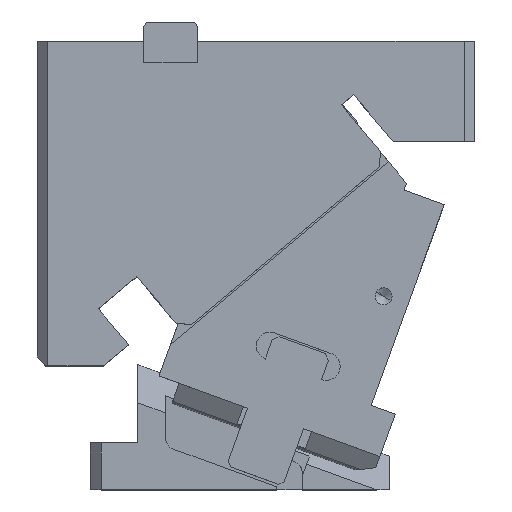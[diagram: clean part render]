
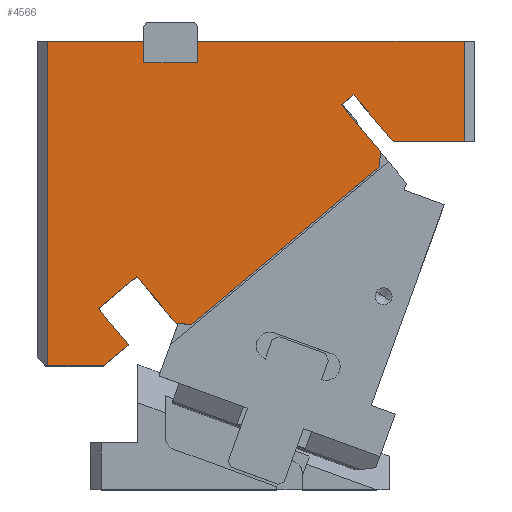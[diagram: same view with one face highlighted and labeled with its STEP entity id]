
A CAD part, top view. The second image highlights one B-rep face of the part: STEP entity #4566.
In plain terms, the highlighted planar face has unit normal (0, 0, 1).
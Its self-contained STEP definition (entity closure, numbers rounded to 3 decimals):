
#296=CARTESIAN_POINT('Vertex',(-145.,115.,30.)) ;
#299=CARTESIAN_POINT('Line Origine',(-122.5,115.,30.)) ;
#303=CARTESIAN_POINT('Vertex',(-100.,115.,30.)) ;
#571=CARTESIAN_POINT('Line Origine',(-131.953,-37.,30.)) ;
#575=CARTESIAN_POINT('Vertex',(-145.,-37.,30.)) ;
#577=CARTESIAN_POINT('Vertex',(-118.907,-37.,30.)) ;
#804=CARTESIAN_POINT('Line Origine',(1.65,74.246,30.)) ;
#808=CARTESIAN_POINT('Vertex',(10.825,63.312,30.)) ;
#810=CARTESIAN_POINT('Vertex',(-7.524,85.18,30.)) ;
#867=CARTESIAN_POINT('Line Origine',(10.517,59.79,30.)) ;
#871=CARTESIAN_POINT('Vertex',(10.209,56.267,30.)) ;
#891=CARTESIAN_POINT('Line Origine',(-33.839,19.307,30.)) ;
#895=CARTESIAN_POINT('Vertex',(-77.886,-17.653,30.)) ;
#929=CARTESIAN_POINT('Line Origine',(-81.408,-17.345,30.)) ;
#933=CARTESIAN_POINT('Vertex',(-84.93,-17.037,30.)) ;
#1153=CARTESIAN_POINT('Line Origine',(-94.105,-6.103,30.)) ;
#1157=CARTESIAN_POINT('Vertex',(-103.28,4.831,30.)) ;
#1238=CARTESIAN_POINT('Vertex',(-107.141,-27.127,30.)) ;
#1241=CARTESIAN_POINT('Line Origine',(-113.024,-32.064,30.)) ;
#1269=CARTESIAN_POINT('Vertex',(-121.282,-10.274,30.)) ;
#1272=CARTESIAN_POINT('Line Origine',(-114.211,-18.701,30.)) ;
#1338=CARTESIAN_POINT('Vertex',(50.,68.,30.)) ;
#1352=CARTESIAN_POINT('Vertex',(50.,115.,30.)) ;
#1355=CARTESIAN_POINT('Line Origine',(50.,91.5,30.)) ;
#1835=CARTESIAN_POINT('Line Origine',(-100.,110.,30.)) ;
#1839=CARTESIAN_POINT('Vertex',(-100.,105.,30.)) ;
#2160=CARTESIAN_POINT('Line Origine',(-87.5,105.,30.)) ;
#2164=CARTESIAN_POINT('Vertex',(-75.,105.,30.)) ;
#2179=CARTESIAN_POINT('Line Origine',(-75.,110.,30.)) ;
#2183=CARTESIAN_POINT('Vertex',(-75.,115.,30.)) ;
#2203=CARTESIAN_POINT('Line Origine',(-12.5,115.,30.)) ;
#2263=CARTESIAN_POINT('Line Origine',(33.341,68.,30.)) ;
#2267=CARTESIAN_POINT('Vertex',(16.682,68.,30.)) ;
#2308=CARTESIAN_POINT('Line Origine',(7.451,79.,30.)) ;
#2312=CARTESIAN_POINT('Vertex',(-1.779,90.001,30.)) ;
#4098=CARTESIAN_POINT('Line Origine',(-7.333,85.341,30.)) ;
#4102=CARTESIAN_POINT('Vertex',(-7.141,85.501,30.)) ;
#4105=CARTESIAN_POINT('Line Origine',(-103.472,4.671,30.)) ;
#4109=CARTESIAN_POINT('Vertex',(-103.663,4.51,30.)) ;
#4112=CARTESIAN_POINT('Line Origine',(-112.473,-2.882,30.)) ;
#4164=CARTESIAN_POINT('Line Origine',(-4.46,87.751,30.)) ;
#4533=CARTESIAN_POINT('Axis2P3D Location',(55.,115.,30.)) ;
#4538=CARTESIAN_POINT('Line Origine',(-145.,39.,30.)) ;
#300=DIRECTION('Vector Direction',(-1.,0.,0.)) ;
#572=DIRECTION('Vector Direction',(1.,0.,0.)) ;
#805=DIRECTION('Vector Direction',(-0.643,0.766,0.)) ;
#868=DIRECTION('Vector Direction',(0.087,0.996,0.)) ;
#892=DIRECTION('Vector Direction',(0.766,0.643,0.)) ;
#930=DIRECTION('Vector Direction',(0.996,-0.087,0.)) ;
#1154=DIRECTION('Vector Direction',(-0.643,0.766,0.)) ;
#1242=DIRECTION('Vector Direction',(0.766,0.643,0.)) ;
#1273=DIRECTION('Vector Direction',(-0.643,0.766,0.)) ;
#1356=DIRECTION('Vector Direction',(0.,1.,0.)) ;
#1836=DIRECTION('Vector Direction',(0.,1.,0.)) ;
#2161=DIRECTION('Vector Direction',(1.,0.,0.)) ;
#2180=DIRECTION('Vector Direction',(0.,1.,0.)) ;
#2204=DIRECTION('Vector Direction',(-1.,0.,0.)) ;
#2264=DIRECTION('Vector Direction',(1.,0.,0.)) ;
#2309=DIRECTION('Vector Direction',(0.643,-0.766,0.)) ;
#4099=DIRECTION('Vector Direction',(0.766,0.643,0.)) ;
#4106=DIRECTION('Vector Direction',(0.766,0.643,0.)) ;
#4113=DIRECTION('Vector Direction',(-0.766,-0.643,0.)) ;
#4165=DIRECTION('Vector Direction',(0.766,0.643,0.)) ;
#4534=DIRECTION('Axis2P3D Direction',(0.,0.,1.)) ;
#4535=DIRECTION('Axis2P3D XDirection',(1.,0.,0.)) ;
#4539=DIRECTION('Vector Direction',(0.,-1.,0.)) ;
#4536=AXIS2_PLACEMENT_3D('Plane Axis2P3D',#4533,#4534,#4535) ;
#4544=ORIENTED_EDGE('',*,*,#812,.T.) ;
#4545=ORIENTED_EDGE('',*,*,#4104,.T.) ;
#4546=ORIENTED_EDGE('',*,*,#4168,.T.) ;
#4547=ORIENTED_EDGE('',*,*,#2314,.T.) ;
#4548=ORIENTED_EDGE('',*,*,#2269,.T.) ;
#4549=ORIENTED_EDGE('',*,*,#1359,.T.) ;
#4550=ORIENTED_EDGE('',*,*,#2207,.T.) ;
#4551=ORIENTED_EDGE('',*,*,#2185,.F.) ;
#4552=ORIENTED_EDGE('',*,*,#2166,.F.) ;
#4553=ORIENTED_EDGE('',*,*,#1841,.T.) ;
#4554=ORIENTED_EDGE('',*,*,#305,.T.) ;
#4555=ORIENTED_EDGE('',*,*,#4542,.T.) ;
#4556=ORIENTED_EDGE('',*,*,#579,.T.) ;
#4557=ORIENTED_EDGE('',*,*,#1245,.T.) ;
#4558=ORIENTED_EDGE('',*,*,#1276,.T.) ;
#4559=ORIENTED_EDGE('',*,*,#4116,.F.) ;
#4560=ORIENTED_EDGE('',*,*,#4111,.T.) ;
#4561=ORIENTED_EDGE('',*,*,#1159,.F.) ;
#4562=ORIENTED_EDGE('',*,*,#935,.T.) ;
#4563=ORIENTED_EDGE('',*,*,#897,.T.) ;
#4564=ORIENTED_EDGE('',*,*,#873,.T.) ;
#301=VECTOR('Line Direction',#300,1.) ;
#573=VECTOR('Line Direction',#572,1.) ;
#806=VECTOR('Line Direction',#805,1.) ;
#869=VECTOR('Line Direction',#868,1.) ;
#893=VECTOR('Line Direction',#892,1.) ;
#931=VECTOR('Line Direction',#930,1.) ;
#1155=VECTOR('Line Direction',#1154,1.) ;
#1243=VECTOR('Line Direction',#1242,1.) ;
#1274=VECTOR('Line Direction',#1273,1.) ;
#1357=VECTOR('Line Direction',#1356,1.) ;
#1837=VECTOR('Line Direction',#1836,1.) ;
#2162=VECTOR('Line Direction',#2161,1.) ;
#2181=VECTOR('Line Direction',#2180,1.) ;
#2205=VECTOR('Line Direction',#2204,1.) ;
#2265=VECTOR('Line Direction',#2264,1.) ;
#2310=VECTOR('Line Direction',#2309,1.) ;
#4100=VECTOR('Line Direction',#4099,1.) ;
#4107=VECTOR('Line Direction',#4106,1.) ;
#4114=VECTOR('Line Direction',#4113,1.) ;
#4166=VECTOR('Line Direction',#4165,1.) ;
#4540=VECTOR('Line Direction',#4539,1.) ;
#4566=ADVANCED_FACE('CAM HOLDER',(#4565),#4537,.T.) ;
#305=EDGE_CURVE('',#304,#297,#302,.T.) ;
#579=EDGE_CURVE('',#576,#578,#574,.T.) ;
#812=EDGE_CURVE('',#809,#811,#807,.T.) ;
#873=EDGE_CURVE('',#872,#809,#870,.T.) ;
#897=EDGE_CURVE('',#896,#872,#894,.T.) ;
#935=EDGE_CURVE('',#934,#896,#932,.T.) ;
#1159=EDGE_CURVE('',#934,#1158,#1156,.T.) ;
#1245=EDGE_CURVE('',#578,#1239,#1244,.T.) ;
#1276=EDGE_CURVE('',#1239,#1270,#1275,.T.) ;
#1359=EDGE_CURVE('',#1339,#1353,#1358,.T.) ;
#1841=EDGE_CURVE('',#1840,#304,#1838,.T.) ;
#2166=EDGE_CURVE('',#1840,#2165,#2163,.T.) ;
#2185=EDGE_CURVE('',#2165,#2184,#2182,.T.) ;
#2207=EDGE_CURVE('',#1353,#2184,#2206,.T.) ;
#2269=EDGE_CURVE('',#2268,#1339,#2266,.T.) ;
#2314=EDGE_CURVE('',#2313,#2268,#2311,.T.) ;
#4104=EDGE_CURVE('',#811,#4103,#4101,.T.) ;
#4111=EDGE_CURVE('',#4110,#1158,#4108,.T.) ;
#4116=EDGE_CURVE('',#4110,#1270,#4115,.T.) ;
#4168=EDGE_CURVE('',#4103,#2313,#4167,.T.) ;
#4542=EDGE_CURVE('',#297,#576,#4541,.T.) ;
#4543=EDGE_LOOP('',(#4544,#4545,#4546,#4547,#4548,#4549,#4550,#4551,#4552,#4553,#4554,#4555,#4556,#4557,#4558,#4559,#4560,#4561,#4562,#4563,#4564)) ;
#4565=FACE_OUTER_BOUND('',#4543,.T.) ;
#302=LINE('Line',#299,#301) ;
#574=LINE('Line',#571,#573) ;
#807=LINE('Line',#804,#806) ;
#870=LINE('Line',#867,#869) ;
#894=LINE('Line',#891,#893) ;
#932=LINE('Line',#929,#931) ;
#1156=LINE('Line',#1153,#1155) ;
#1244=LINE('Line',#1241,#1243) ;
#1275=LINE('Line',#1272,#1274) ;
#1358=LINE('Line',#1355,#1357) ;
#1838=LINE('Line',#1835,#1837) ;
#2163=LINE('Line',#2160,#2162) ;
#2182=LINE('Line',#2179,#2181) ;
#2206=LINE('Line',#2203,#2205) ;
#2266=LINE('Line',#2263,#2265) ;
#2311=LINE('Line',#2308,#2310) ;
#4101=LINE('Line',#4098,#4100) ;
#4108=LINE('Line',#4105,#4107) ;
#4115=LINE('Line',#4112,#4114) ;
#4167=LINE('Line',#4164,#4166) ;
#4541=LINE('Line',#4538,#4540) ;
#4537=PLANE('Plane',#4536) ;
#297=VERTEX_POINT('',#296) ;
#304=VERTEX_POINT('',#303) ;
#576=VERTEX_POINT('',#575) ;
#578=VERTEX_POINT('',#577) ;
#809=VERTEX_POINT('',#808) ;
#811=VERTEX_POINT('',#810) ;
#872=VERTEX_POINT('',#871) ;
#896=VERTEX_POINT('',#895) ;
#934=VERTEX_POINT('',#933) ;
#1158=VERTEX_POINT('',#1157) ;
#1239=VERTEX_POINT('',#1238) ;
#1270=VERTEX_POINT('',#1269) ;
#1339=VERTEX_POINT('',#1338) ;
#1353=VERTEX_POINT('',#1352) ;
#1840=VERTEX_POINT('',#1839) ;
#2165=VERTEX_POINT('',#2164) ;
#2184=VERTEX_POINT('',#2183) ;
#2268=VERTEX_POINT('',#2267) ;
#2313=VERTEX_POINT('',#2312) ;
#4103=VERTEX_POINT('',#4102) ;
#4110=VERTEX_POINT('',#4109) ;
